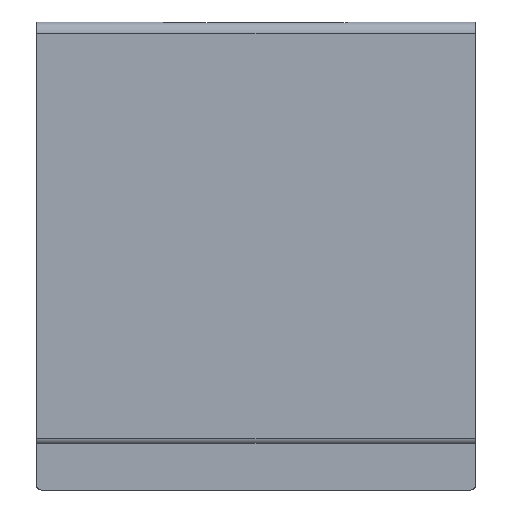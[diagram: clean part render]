
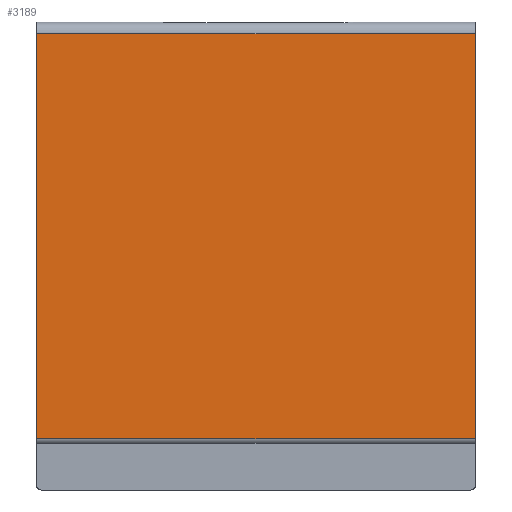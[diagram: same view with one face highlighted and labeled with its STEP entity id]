
A CAD part, front view. The second image highlights one B-rep face of the part: STEP entity #3189.
In plain terms, the highlighted planar face has unit normal (0, -1, 0).
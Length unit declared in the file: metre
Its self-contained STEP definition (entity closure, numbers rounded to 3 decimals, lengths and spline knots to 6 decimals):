
#438=ORIENTED_EDGE('',*,*,#1408,.F.);
#439=ORIENTED_EDGE('',*,*,#1409,.T.);
#440=ORIENTED_EDGE('',*,*,#1410,.T.);
#441=ORIENTED_EDGE('',*,*,#1411,.T.);
#1408=EDGE_CURVE('',#1888,#1889,#2183,.T.);
#1409=EDGE_CURVE('',#1888,#1890,#2184,.T.);
#1410=EDGE_CURVE('',#1890,#1891,#2185,.T.);
#1411=EDGE_CURVE('',#1891,#1889,#2186,.T.);
#1888=VERTEX_POINT('',#4845);
#1889=VERTEX_POINT('',#4846);
#1890=VERTEX_POINT('',#4848);
#1891=VERTEX_POINT('',#4850);
#2183=LINE('',#4844,#2460);
#2184=LINE('',#4847,#2461);
#2185=LINE('',#4849,#2462);
#2186=LINE('',#4851,#2463);
#2460=VECTOR('',#3825,1.);
#2461=VECTOR('',#3826,1.);
#2462=VECTOR('',#3827,1.);
#2463=VECTOR('',#3828,1.);
#2685=EDGE_LOOP('',(#438,#439,#440,#441));
#2897=FACE_BOUND('',#2685,.T.);
#3108=PLANE('',#3412);
#3189=ADVANCED_FACE('',(#2897),#3108,.T.);
#3412=AXIS2_PLACEMENT_3D('',#4843,#3823,#3824);
#3823=DIRECTION('',(0.,-1.,0.));
#3824=DIRECTION('',(-1.,0.,0.));
#3825=DIRECTION('',(0.,0.,-1.));
#3826=DIRECTION('',(-1.,0.,0.));
#3827=DIRECTION('',(0.,0.,-1.));
#3828=DIRECTION('',(1.,0.,0.));
#4843=CARTESIAN_POINT('',(0.,0.,0.));
#4844=CARTESIAN_POINT('',(0.015,0.,-0.0008));
#4845=CARTESIAN_POINT('',(0.015,0.,-0.0008));
#4846=CARTESIAN_POINT('',(0.015,0.,-0.028494));
#4847=CARTESIAN_POINT('',(0.,0.,-0.0008));
#4848=CARTESIAN_POINT('',(-0.015,0.,-0.0008));
#4849=CARTESIAN_POINT('',(-0.015,0.,-0.0008));
#4850=CARTESIAN_POINT('',(-0.015,0.,-0.028494));
#4851=CARTESIAN_POINT('',(-0.015,0.,-0.028494));
